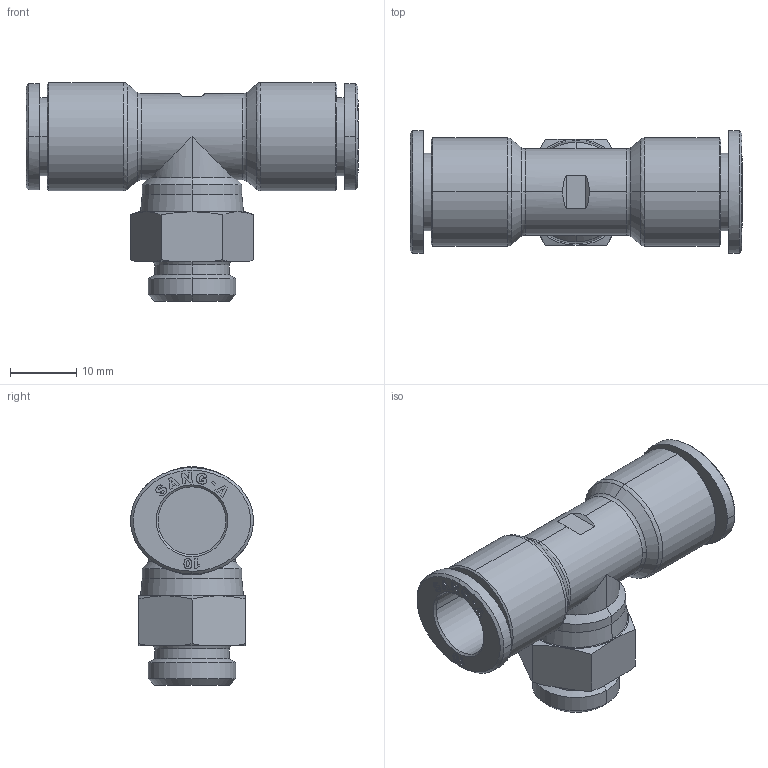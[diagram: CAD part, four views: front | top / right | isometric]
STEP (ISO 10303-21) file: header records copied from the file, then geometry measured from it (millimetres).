
FILE_DESCRIPTION (( 'STEP AP214' ), '1' );
FILE_NAME ('PT10-G02.stp', '2015-09-07T06:41:24', ( '' ), ( '' ), 'SwSTEP 2.0', 'SolidWorks 2015', '' );
FILE_SCHEMA (( 'AUTOMOTIVE_DESIGN' ));
Length unit declared in the file: millimetre
Products named in the file (2): PT10-G02; ｦ+ﾃｦ1
Assembly tree (1 placements, depth 2):
  PT10-G02
    ｦ+ﾃｦ1
Bounding box: 50 x 18.5 x 32.95 mm (x, y, z)
Volume: 8503.4 mm3; surface area: 5920.4 mm2
Topology: 1 solids, 1 shells, 869 faces, 2472 edges, 1635 vertices
Faces by surface type: plane 773, cone 42, cylinder 28, bspline 22, torus 4
Entity records: 30019 total; most frequent: CARTESIAN_POINT 6644, ORIENTED_EDGE 4940, DIRECTION 4212, EDGE_CURVE 2470, LINE 2278, VECTOR 2278, VERTEX_POINT 1635, AXIS2_PLACEMENT_3D 967
